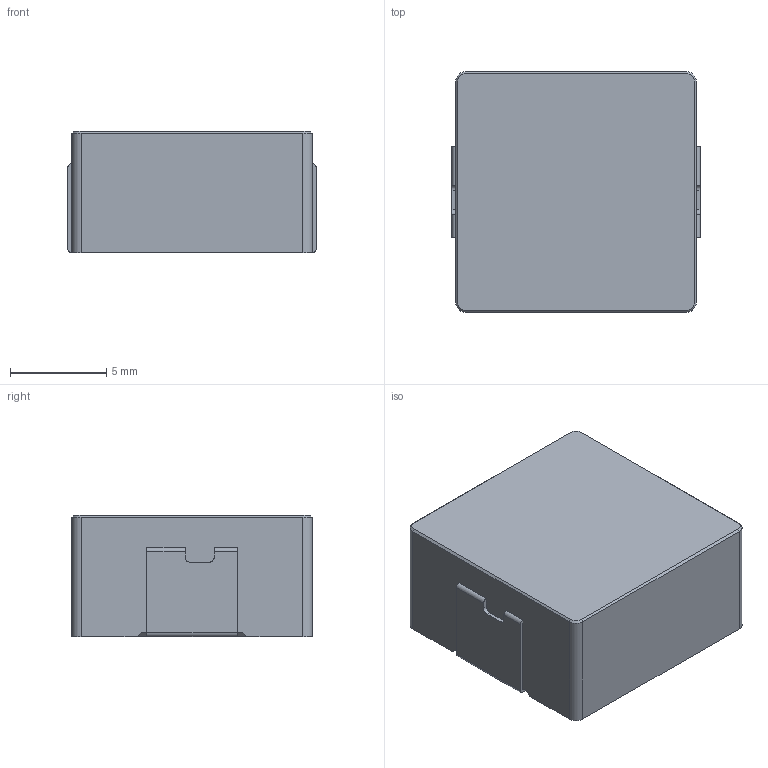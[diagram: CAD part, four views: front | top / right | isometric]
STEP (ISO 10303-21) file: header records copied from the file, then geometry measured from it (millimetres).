
FILE_DESCRIPTION (( 'STEP AP214' ), '1' );
FILE_NAME ('583DD52F-F1CE-444F-8BC9-6F0953821CAB.STEP', '2025-08-06T08:23:11', ( '' ), ( '' ), 'SwSTEP 2.0', 'SolidWorks 2022', '' );
FILE_SCHEMA (( 'AUTOMOTIVE_DESIGN' ));
Length unit declared in the file: millimetre
Products named in the file (1): 583DD52F-F1CE-444F-8BC9-6F0953821CAB
Bounding box: 12.9 x 12.5 x 6.3 mm (x, y, z)
Surface area: 1578.7 mm2
Topology: 4 solids, 4 shells, 100 faces, 268 edges, 176 vertices
Faces by surface type: plane 56, cylinder 38, cone 4, bspline 2
Entity records: 7818 total; most frequent: CARTESIAN_POINT 5188, DIRECTION 544, ORIENTED_EDGE 536, EDGE_CURVE 268, VECTOR 182, LINE 182, AXIS2_PLACEMENT_3D 181, VERTEX_POINT 176
